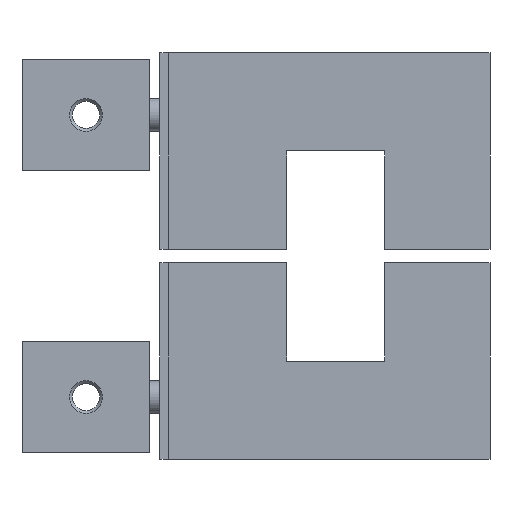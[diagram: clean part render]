
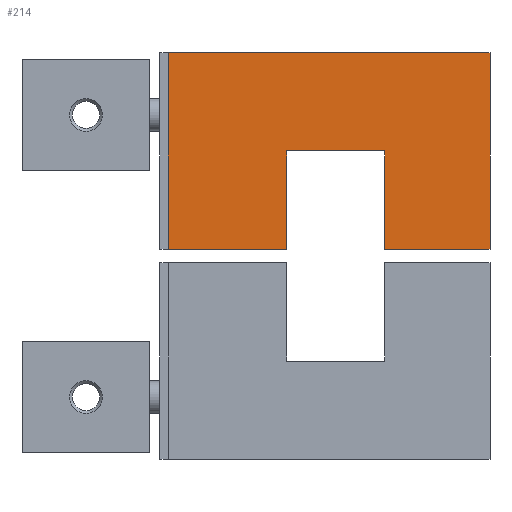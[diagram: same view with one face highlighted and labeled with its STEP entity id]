
A CAD part, front view. The second image highlights one B-rep face of the part: STEP entity #214.
In plain terms, the highlighted planar face has unit normal (0, -1, 0).
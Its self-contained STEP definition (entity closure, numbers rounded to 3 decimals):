
#214 = ADVANCED_FACE( '', ( #305 ), #306, .F. );
#305 = FACE_OUTER_BOUND( '', #446, .T. );
#306 = PLANE( '', #447 );
#446 = EDGE_LOOP( '', ( #650, #651, #652, #653, #654, #655, #656, #657 ) );
#447 = AXIS2_PLACEMENT_3D( '', #658, #659, #660 );
#650 = ORIENTED_EDGE( '', *, *, #925, .T. );
#651 = ORIENTED_EDGE( '', *, *, #934, .F. );
#652 = ORIENTED_EDGE( '', *, *, #935, .F. );
#653 = ORIENTED_EDGE( '', *, *, #936, .F. );
#654 = ORIENTED_EDGE( '', *, *, #937, .F. );
#655 = ORIENTED_EDGE( '', *, *, #938, .F. );
#656 = ORIENTED_EDGE( '', *, *, #939, .F. );
#657 = ORIENTED_EDGE( '', *, *, #940, .F. );
#658 = CARTESIAN_POINT( '', ( 0., -11.5, 0. ) );
#659 = DIRECTION( '', ( 0., 1., 0. ) );
#660 = DIRECTION( '', ( 0., 0., 1. ) );
#925 = EDGE_CURVE( '', #1054, #1052, #1055, .T. );
#934 = EDGE_CURVE( '', #1070, #1052, #1071, .T. );
#935 = EDGE_CURVE( '', #1072, #1070, #1073, .T. );
#936 = EDGE_CURVE( '', #1074, #1072, #1075, .T. );
#937 = EDGE_CURVE( '', #1076, #1074, #1077, .T. );
#938 = EDGE_CURVE( '', #1078, #1076, #1079, .T. );
#939 = EDGE_CURVE( '', #1080, #1078, #1081, .T. );
#940 = EDGE_CURVE( '', #1054, #1080, #1082, .T. );
#1052 = VERTEX_POINT( '', #1243 );
#1054 = VERTEX_POINT( '', #1246 );
#1055 = LINE( '', #1247, #1248 );
#1070 = VERTEX_POINT( '', #1271 );
#1071 = LINE( '', #1272, #1273 );
#1072 = VERTEX_POINT( '', #1274 );
#1073 = LINE( '', #1275, #1276 );
#1074 = VERTEX_POINT( '', #1277 );
#1075 = LINE( '', #1278, #1279 );
#1076 = VERTEX_POINT( '', #1280 );
#1077 = LINE( '', #1281, #1282 );
#1078 = VERTEX_POINT( '', #1283 );
#1079 = LINE( '', #1284, #1285 );
#1080 = VERTEX_POINT( '', #1286 );
#1081 = LINE( '', #1287, #1288 );
#1082 = LINE( '', #1289, #1290 );
#1243 = CARTESIAN_POINT( '', ( 1.3, -11.5, 0. ) );
#1246 = CARTESIAN_POINT( '', ( 1.3, -11.5, 30. ) );
#1247 = CARTESIAN_POINT( '', ( 1.3, -11.5, 30. ) );
#1248 = VECTOR( '', #1488, 1000. );
#1271 = CARTESIAN_POINT( '', ( 19.3, -11.5, 0. ) );
#1272 = CARTESIAN_POINT( '', ( 19.3, -11.5, 0. ) );
#1273 = VECTOR( '', #1497, 1000. );
#1274 = CARTESIAN_POINT( '', ( 19.3, -11.5, 15. ) );
#1275 = CARTESIAN_POINT( '', ( 19.3, -11.5, 15. ) );
#1276 = VECTOR( '', #1498, 1000. );
#1277 = CARTESIAN_POINT( '', ( 34.3, -11.5, 15. ) );
#1278 = CARTESIAN_POINT( '', ( 34.3, -11.5, 15. ) );
#1279 = VECTOR( '', #1499, 1000. );
#1280 = CARTESIAN_POINT( '', ( 34.3, -11.5, 0. ) );
#1281 = CARTESIAN_POINT( '', ( 34.3, -11.5, 0. ) );
#1282 = VECTOR( '', #1500, 1000. );
#1283 = CARTESIAN_POINT( '', ( 50.3, -11.5, 0. ) );
#1284 = CARTESIAN_POINT( '', ( 50.3, -11.5, 0. ) );
#1285 = VECTOR( '', #1501, 1000. );
#1286 = CARTESIAN_POINT( '', ( 50.3, -11.5, 30. ) );
#1287 = CARTESIAN_POINT( '', ( 50.3, -11.5, 30. ) );
#1288 = VECTOR( '', #1502, 1000. );
#1289 = CARTESIAN_POINT( '', ( 0., -11.5, 30. ) );
#1290 = VECTOR( '', #1503, 1000. );
#1488 = DIRECTION( '', ( 0., 0., -1. ) );
#1497 = DIRECTION( '', ( -1., 0., 0. ) );
#1498 = DIRECTION( '', ( 0., 0., -1. ) );
#1499 = DIRECTION( '', ( -1., 0., 0. ) );
#1500 = DIRECTION( '', ( 0., 0., 1. ) );
#1501 = DIRECTION( '', ( -1., 0., 0. ) );
#1502 = DIRECTION( '', ( 0., 0., -1. ) );
#1503 = DIRECTION( '', ( 1., 0., 0. ) );
